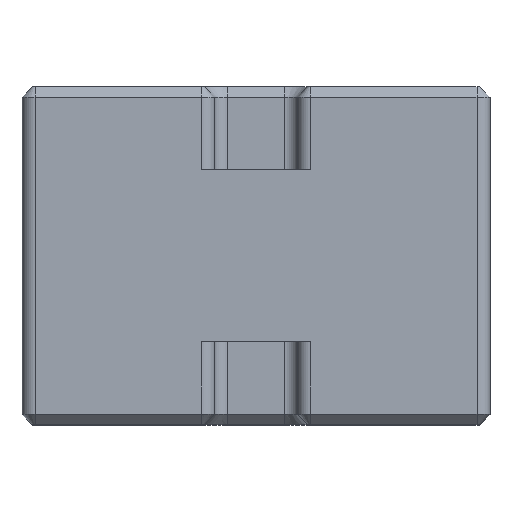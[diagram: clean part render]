
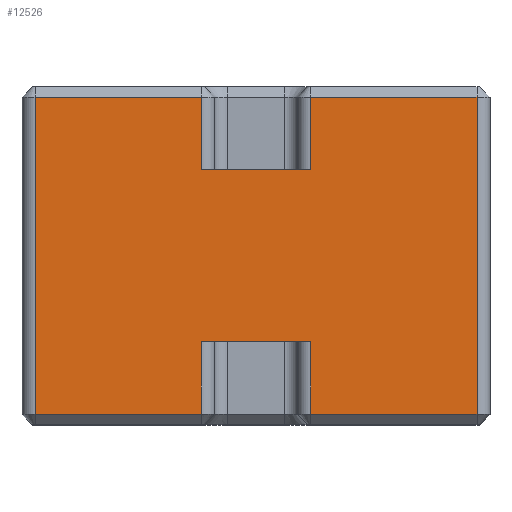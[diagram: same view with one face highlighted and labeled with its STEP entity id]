
A CAD part, top view. The second image highlights one B-rep face of the part: STEP entity #12526.
In plain terms, the highlighted planar face has unit normal (0, 0, 1).
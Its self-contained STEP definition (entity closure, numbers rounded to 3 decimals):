
#29 = DIRECTION ( 'NONE',  ( -1., 0., 0. ) ) ;
#111 = VERTEX_POINT ( 'NONE', #17817 ) ;
#790 = VECTOR ( 'NONE', #5664, 1000. ) ;
#911 = VERTEX_POINT ( 'NONE', #10136 ) ;
#961 = VERTEX_POINT ( 'NONE', #7370 ) ;
#1448 = EDGE_CURVE ( 'NONE', #111, #2227, #15330, .T. ) ;
#1452 = CARTESIAN_POINT ( 'NONE',  ( 10.5, 16., 32.5 ) ) ;
#1518 = LINE ( 'NONE', #7427, #10921 ) ;
#1573 = CARTESIAN_POINT ( 'NONE',  ( -45., 63., 32.5 ) ) ;
#1586 = EDGE_CURVE ( 'NONE', #5680, #5323, #1518, .T. ) ;
#1651 = VERTEX_POINT ( 'NONE', #7520 ) ;
#1767 = VERTEX_POINT ( 'NONE', #6926 ) ;
#1826 = CARTESIAN_POINT ( 'NONE',  ( -42.5, 63., 32.5 ) ) ;
#1830 = CARTESIAN_POINT ( 'NONE',  ( -42.5, 65., 32.5 ) ) ;
#1864 = VECTOR ( 'NONE', #5684, 1000. ) ;
#2023 = CARTESIAN_POINT ( 'NONE',  ( 10.5, 65., 32.5 ) ) ;
#2084 = DIRECTION ( 'NONE',  ( 1., 0., 0. ) ) ;
#2193 = CARTESIAN_POINT ( 'NONE',  ( -10.5, 49., 32.5 ) ) ;
#2227 = VERTEX_POINT ( 'NONE', #10127 ) ;
#2491 = VERTEX_POINT ( 'NONE', #2193 ) ;
#2554 = LINE ( 'NONE', #5513, #14605 ) ;
#2727 = ORIENTED_EDGE ( 'NONE', *, *, #7595, .F. ) ;
#2940 = VECTOR ( 'NONE', #6027, 1000. ) ;
#3199 = EDGE_CURVE ( 'NONE', #1651, #111, #10999, .T. ) ;
#3276 = EDGE_LOOP ( 'NONE', ( #18069, #14268, #5962, #2727, #12972, #3297, #11687, #5921, #10021, #17340, #4963, #16931 ) ) ;
#3288 = DIRECTION ( 'NONE',  ( 0., 1., 0. ) ) ;
#3297 = ORIENTED_EDGE ( 'NONE', *, *, #3928, .T. ) ;
#3645 = LINE ( 'NONE', #2023, #12754 ) ;
#3928 = EDGE_CURVE ( 'NONE', #16834, #1651, #8082, .T. ) ;
#4320 = PLANE ( 'NONE',  #6072 ) ;
#4693 = LINE ( 'NONE', #1830, #2940 ) ;
#4695 = CARTESIAN_POINT ( 'NONE',  ( -45., 65., 32.5 ) ) ;
#4963 = ORIENTED_EDGE ( 'NONE', *, *, #9904, .T. ) ;
#5273 = DIRECTION ( 'NONE',  ( 0., 1., 0. ) ) ;
#5323 = VERTEX_POINT ( 'NONE', #10721 ) ;
#5513 = CARTESIAN_POINT ( 'NONE',  ( 8., 49., 32.5 ) ) ;
#5664 = DIRECTION ( 'NONE',  ( -1., 0., 0. ) ) ;
#5680 = VERTEX_POINT ( 'NONE', #6644 ) ;
#5684 = DIRECTION ( 'NONE',  ( 0., -1., 0. ) ) ;
#5921 = ORIENTED_EDGE ( 'NONE', *, *, #1448, .T. ) ;
#5934 = FACE_OUTER_BOUND ( 'NONE', #3276, .T. ) ;
#5962 = ORIENTED_EDGE ( 'NONE', *, *, #1586, .T. ) ;
#6013 = VECTOR ( 'NONE', #10964, 1000. ) ;
#6027 = DIRECTION ( 'NONE',  ( 0., -1., 0. ) ) ;
#6072 = AXIS2_PLACEMENT_3D ( 'NONE', #4695, #13273, #29 ) ;
#6142 = LINE ( 'NONE', #14720, #13004 ) ;
#6502 = DIRECTION ( 'NONE',  ( 0., -1., 0. ) ) ;
#6644 = CARTESIAN_POINT ( 'NONE',  ( -10.5, 2., 32.5 ) ) ;
#6926 = CARTESIAN_POINT ( 'NONE',  ( 10.5, 49., 32.5 ) ) ;
#7370 = CARTESIAN_POINT ( 'NONE',  ( -42.5, 2., 32.5 ) ) ;
#7385 = DIRECTION ( 'NONE',  ( -1., 0., 0. ) ) ;
#7427 = CARTESIAN_POINT ( 'NONE',  ( -10.5, 8., 32.5 ) ) ;
#7520 = CARTESIAN_POINT ( 'NONE',  ( 42.5, 2., 32.5 ) ) ;
#7595 = EDGE_CURVE ( 'NONE', #8401, #5323, #9771, .T. ) ;
#7899 = VECTOR ( 'NONE', #7385, 1000. ) ;
#8082 = LINE ( 'NONE', #9703, #8458 ) ;
#8177 = DIRECTION ( 'NONE',  ( 1., 0., 0. ) ) ;
#8401 = VERTEX_POINT ( 'NONE', #1452 ) ;
#8432 = EDGE_CURVE ( 'NONE', #9036, #961, #4693, .T. ) ;
#8458 = VECTOR ( 'NONE', #2084, 1000. ) ;
#8825 = LINE ( 'NONE', #1573, #7899 ) ;
#9036 = VERTEX_POINT ( 'NONE', #1826 ) ;
#9370 = VECTOR ( 'NONE', #5273, 1000. ) ;
#9703 = CARTESIAN_POINT ( 'NONE',  ( 42.5, 2., 32.5 ) ) ;
#9746 = CARTESIAN_POINT ( 'NONE',  ( 10.5, 2., 32.5 ) ) ;
#9771 = LINE ( 'NONE', #12625, #790 ) ;
#9904 = EDGE_CURVE ( 'NONE', #2491, #911, #6142, .T. ) ;
#10021 = ORIENTED_EDGE ( 'NONE', *, *, #16140, .T. ) ;
#10127 = CARTESIAN_POINT ( 'NONE',  ( 10.5, 63., 32.5 ) ) ;
#10136 = CARTESIAN_POINT ( 'NONE',  ( -10.5, 63., 32.5 ) ) ;
#10572 = DIRECTION ( 'NONE',  ( 0., 1., 0. ) ) ;
#10721 = CARTESIAN_POINT ( 'NONE',  ( -10.5, 16., 32.5 ) ) ;
#10921 = VECTOR ( 'NONE', #10572, 1000. ) ;
#10964 = DIRECTION ( 'NONE',  ( -1., 0., 0. ) ) ;
#10999 = LINE ( 'NONE', #13057, #9370 ) ;
#11687 = ORIENTED_EDGE ( 'NONE', *, *, #3199, .T. ) ;
#12306 = CARTESIAN_POINT ( 'NONE',  ( -45., 63., 32.5 ) ) ;
#12324 = EDGE_CURVE ( 'NONE', #911, #9036, #8825, .T. ) ;
#12526 = ADVANCED_FACE ( 'NONE', ( #5934 ), #4320, .F. ) ;
#12625 = CARTESIAN_POINT ( 'NONE',  ( -8., 16., 32.5 ) ) ;
#12754 = VECTOR ( 'NONE', #6502, 1000. ) ;
#12929 = CARTESIAN_POINT ( 'NONE',  ( 10.5, 8., 32.5 ) ) ;
#12945 = LINE ( 'NONE', #14564, #15204 ) ;
#12972 = ORIENTED_EDGE ( 'NONE', *, *, #18317, .T. ) ;
#13004 = VECTOR ( 'NONE', #3288, 1000. ) ;
#13057 = CARTESIAN_POINT ( 'NONE',  ( 42.5, 65., 32.5 ) ) ;
#13125 = EDGE_CURVE ( 'NONE', #2491, #1767, #2554, .T. ) ;
#13273 = DIRECTION ( 'NONE',  ( 0., 0., -1. ) ) ;
#13993 = EDGE_CURVE ( 'NONE', #961, #5680, #12945, .T. ) ;
#14268 = ORIENTED_EDGE ( 'NONE', *, *, #13993, .T. ) ;
#14564 = CARTESIAN_POINT ( 'NONE',  ( -10.5, 2., 32.5 ) ) ;
#14605 = VECTOR ( 'NONE', #8177, 1000. ) ;
#14720 = CARTESIAN_POINT ( 'NONE',  ( -10.5, 65., 32.5 ) ) ;
#15204 = VECTOR ( 'NONE', #15990, 1000. ) ;
#15330 = LINE ( 'NONE', #12306, #6013 ) ;
#15781 = LINE ( 'NONE', #12929, #1864 ) ;
#15990 = DIRECTION ( 'NONE',  ( 1., 0., 0. ) ) ;
#16140 = EDGE_CURVE ( 'NONE', #2227, #1767, #3645, .T. ) ;
#16834 = VERTEX_POINT ( 'NONE', #9746 ) ;
#16931 = ORIENTED_EDGE ( 'NONE', *, *, #12324, .T. ) ;
#17340 = ORIENTED_EDGE ( 'NONE', *, *, #13125, .F. ) ;
#17817 = CARTESIAN_POINT ( 'NONE',  ( 42.5, 63., 32.5 ) ) ;
#18069 = ORIENTED_EDGE ( 'NONE', *, *, #8432, .T. ) ;
#18317 = EDGE_CURVE ( 'NONE', #8401, #16834, #15781, .T. ) ;
